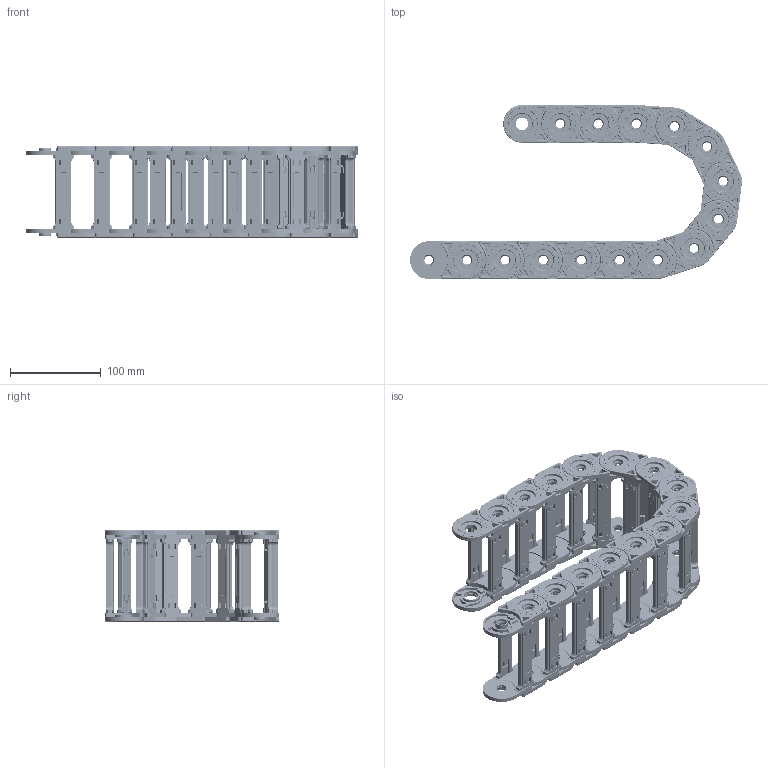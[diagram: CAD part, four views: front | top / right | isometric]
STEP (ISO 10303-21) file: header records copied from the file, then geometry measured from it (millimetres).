
FILE_DESCRIPTION (( 'STEP AP214' ), '1' );
FILE_NAME ('CK25-A080-R075.STEP', '2019-09-09T12:40:14', ( '' ), ( '' ), 'SwSTEP 2.0', 'SolidWorks 2017', '' );
FILE_SCHEMA (( 'AUTOMOTIVE_DESIGN' ));
Length unit declared in the file: millimetre
Products named in the file (2): CK25-A80; CK25-A080-R075
Assembly tree (15 placements, depth 2):
  CK25-A080-R075
    CK25-A80  x15
Bounding box: 365.46 x 191.4 x 100.95 mm (x, y, z)
Volume: 210244.2 mm3; surface area: 465694 mm2
Topology: 30 solids, 60 shells, 13950 faces, 34560 edges, 20910 vertices
Faces by surface type: cylinder 5370, plane 4680, bspline 1650, torus 1590, sphere 600, cone 60
Entity records: 36653 total; most frequent: CARTESIAN_POINT 15232, ORIENTED_EDGE 4536, DIRECTION 4362, EDGE_CURVE 2268, AXIS2_PLACEMENT_3D 1626, VERTEX_POINT 1390, VECTOR 1110, LINE 1110
